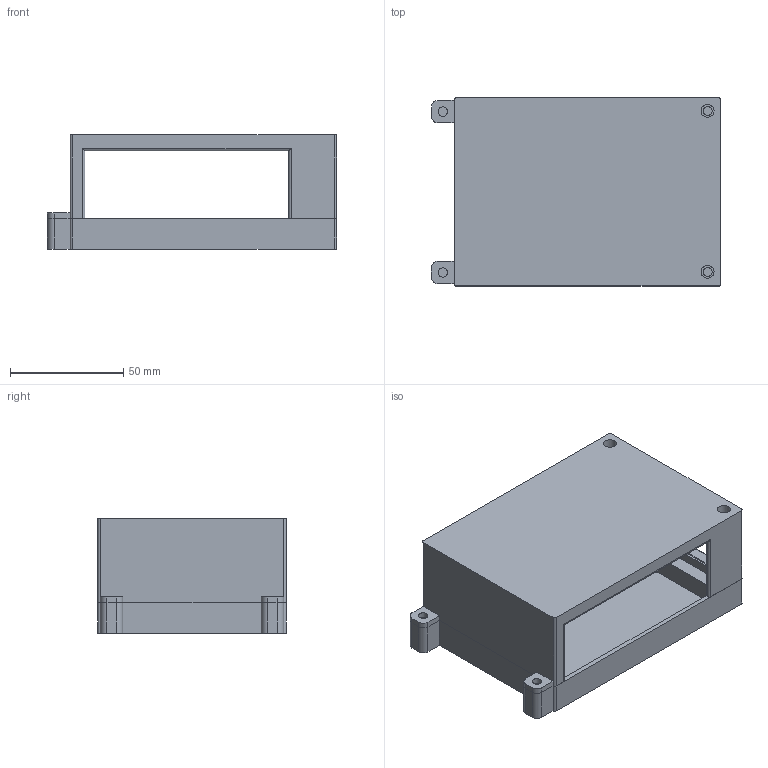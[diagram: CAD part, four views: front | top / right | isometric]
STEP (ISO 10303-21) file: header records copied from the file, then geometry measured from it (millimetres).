
FILE_DESCRIPTION(/* description */ (''),/* implementation_level */ '2;1');
FILE_NAME(/* name */ 'ArduinoProtectiveCase.step',/* time_stamp */ '2024-02-23T07:51:09-05:00',/* author */ (''),/* organization */ (''),/* preprocessor_version */ 'ST-DEVELOPER v20',/* originating_system */ 'Autodesk Translation Framework v12.14.0.127',/* authorisation */ '');
FILE_SCHEMA (('AUTOMOTIVE_DESIGN { 1 0 10303 214 3 1 1 }'));
Length unit declared in the file: millimetre
Products named in the file (1): (Unsaved)
Bounding box: 127.5 x 83 x 50.5 mm (x, y, z)
Volume: 89745.8 mm3; surface area: 69288.1 mm2
Topology: 2 solids, 2 shells, 121 faces, 302 edges, 192 vertices
Faces by surface type: plane 72, cylinder 49
Full cylindrical faces by diameter (mm): 4 x2, 4.2 x2, 5.2 x5, 5.7 x2
Entity records: 3626 total; most frequent: DIRECTION 624, CARTESIAN_POINT 616, ORIENTED_EDGE 604, EDGE_CURVE 302, LINE 224, VECTOR 224, AXIS2_PLACEMENT_3D 200, VERTEX_POINT 192
